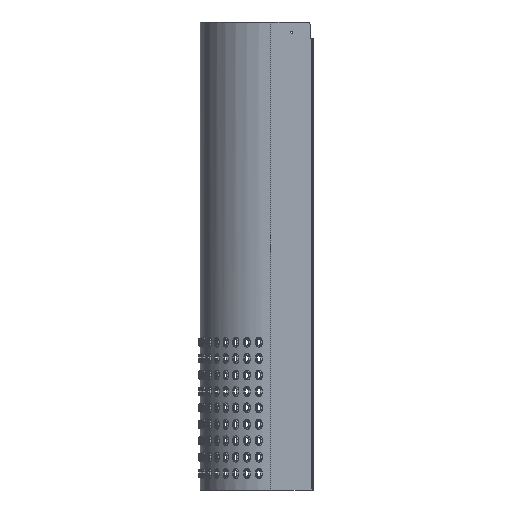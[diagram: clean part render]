
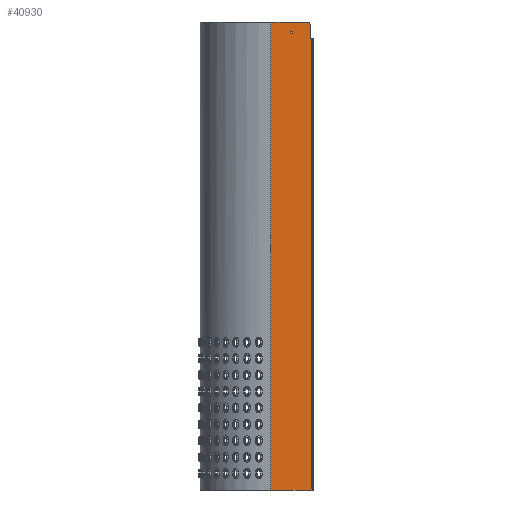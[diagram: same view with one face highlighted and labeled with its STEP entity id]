
A CAD part, left-side view. The second image highlights one B-rep face of the part: STEP entity #40930.
In plain terms, the highlighted planar face has unit normal (-1, 0, 0).
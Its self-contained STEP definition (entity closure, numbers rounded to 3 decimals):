
#332=FACE_BOUND('',#4398,.T.);
#514=CIRCLE('',#43588,1.25);
#519=CIRCLE('',#43597,5.);
#736=PLANE('',#43621);
#1417=FACE_OUTER_BOUND('',#4397,.T.);
#4397=EDGE_LOOP('',(#27982,#27983,#27984,#27985,#27986,#27987,#27988));
#4398=EDGE_LOOP('',(#27989));
#7488=LINE('',#55276,#10638);
#7840=LINE('',#63049,#10990);
#7853=LINE('',#63088,#11003);
#7858=LINE('',#63101,#11008);
#7859=LINE('',#63104,#11009);
#7860=LINE('',#63105,#11010);
#10638=VECTOR('',#44748,570.);
#10990=VECTOR('',#45206,15.);
#11003=VECTOR('',#45251,0.607);
#11008=VECTOR('',#45264,550.);
#11009=VECTOR('',#45269,43.393);
#11010=VECTOR('',#45270,49.);
#17160=VERTEX_POINT('',#55274);
#17161=VERTEX_POINT('',#55275);
#17808=VERTEX_POINT('',#63003);
#17820=VERTEX_POINT('',#63033);
#17821=VERTEX_POINT('',#63035);
#17825=VERTEX_POINT('',#63048);
#17831=VERTEX_POINT('',#63071);
#17839=VERTEX_POINT('',#63100);
#20924=EDGE_CURVE('',#17160,#17161,#7488,.T.);
#21586=EDGE_CURVE('',#17808,#17808,#514,.T.);
#21601=EDGE_CURVE('',#17820,#17821,#519,.T.);
#21608=EDGE_CURVE('',#17825,#17821,#7840,.T.);
#21629=EDGE_CURVE('',#17831,#17825,#7853,.T.);
#21635=EDGE_CURVE('',#17831,#17839,#7858,.T.);
#21637=EDGE_CURVE('',#17160,#17820,#7859,.T.);
#21638=EDGE_CURVE('',#17161,#17839,#7860,.T.);
#27982=ORIENTED_EDGE('',*,*,#21601,.F.);
#27983=ORIENTED_EDGE('',*,*,#21637,.F.);
#27984=ORIENTED_EDGE('',*,*,#20924,.T.);
#27985=ORIENTED_EDGE('',*,*,#21638,.T.);
#27986=ORIENTED_EDGE('',*,*,#21635,.F.);
#27987=ORIENTED_EDGE('',*,*,#21629,.T.);
#27988=ORIENTED_EDGE('',*,*,#21608,.T.);
#27989=ORIENTED_EDGE('',*,*,#21586,.T.);
#40930=ADVANCED_FACE('',(#1417,#332),#736,.T.);
#43588=AXIS2_PLACEMENT_3D('',#63004,#45166,#45167);
#43597=AXIS2_PLACEMENT_3D('',#63036,#45194,#45195);
#43621=AXIS2_PLACEMENT_3D('',#63103,#45267,#45268);
#44748=DIRECTION('',(0.,0.,-1.));
#45166=DIRECTION('center_axis',(1.,0.,0.));
#45167=DIRECTION('ref_axis',(0.,1.,0.));
#45194=DIRECTION('center_axis',(1.,0.,0.));
#45195=DIRECTION('ref_axis',(0.,-0.707,0.707));
#45206=DIRECTION('',(0.,0.,1.));
#45251=DIRECTION('',(0.,1.,0.));
#45264=DIRECTION('',(0.,0.,-1.));
#45267=DIRECTION('center_axis',(-1.,0.,0.));
#45268=DIRECTION('ref_axis',(0.,1.,0.));
#45269=DIRECTION('',(0.,-1.,0.));
#45270=DIRECTION('',(0.,-1.,0.));
#55274=CARTESIAN_POINT('',(-86.,50.,570.));
#55275=CARTESIAN_POINT('',(-86.,50.,0.));
#55276=CARTESIAN_POINT('',(-86.,50.,285.));
#63003=CARTESIAN_POINT('',(-86.,23.357,557.5));
#63004=CARTESIAN_POINT('Origin',(-86.,24.607,557.5));
#63033=CARTESIAN_POINT('',(-86.,6.607,570.));
#63035=CARTESIAN_POINT('',(-86.,1.607,565.));
#63036=CARTESIAN_POINT('Origin',(-86.,6.607,565.));
#63048=CARTESIAN_POINT('',(-86.,1.607,550.));
#63049=CARTESIAN_POINT('',(-86.,1.607,275.));
#63071=CARTESIAN_POINT('',(-86.,1.,550.));
#63088=CARTESIAN_POINT('',(-86.,-47.393,550.));
#63100=CARTESIAN_POINT('',(-86.,1.,0.));
#63101=CARTESIAN_POINT('',(-86.,1.,285.));
#63103=CARTESIAN_POINT('Origin',(-86.,-47.393,0.));
#63104=CARTESIAN_POINT('',(-86.,402.428,570.));
#63105=CARTESIAN_POINT('',(-86.,402.428,0.));
